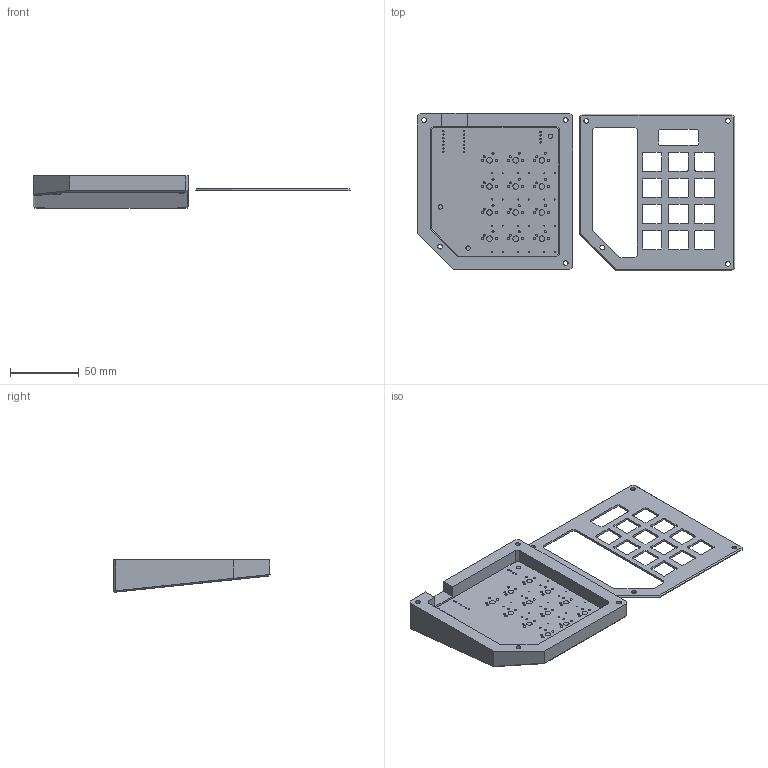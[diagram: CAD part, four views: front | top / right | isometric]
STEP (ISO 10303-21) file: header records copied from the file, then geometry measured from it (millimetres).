
FILE_DESCRIPTION(/* description */ (''),/* implementation_level */ '2;1');
FILE_NAME(/* name */ 'RatPad_All_Parts.step',/* time_stamp */ '2025-12-30T12:26:40-07:00',/* author */ (''),/* organization */ (''),/* preprocessor_version */ 'ST-DEVELOPER v20.1',/* originating_system */ 'Autodesk Translation Framework v14.21.0.0',/* authorisation */ '');
FILE_SCHEMA (('AUTOMOTIVE_DESIGN { 1 0 10303 214 3 1 1 }'));
Length unit declared in the file: millimetre
Products named in the file (5): RatPad; RadPad; RatPad 1; RatPad_PCB; RatPad Top
Assembly tree (4 placements, depth 3):
  RatPad
    RadPad
    RatPad 1
      RatPad_PCB
    RatPad Top
Bounding box: 231.51 x 114.89 x 23.68 mm (x, y, z)
Volume: 157510.2 mm3; surface area: 70991.7 mm2
Topology: 3 solids, 3 shells, 291 faces, 835 edges, 554 vertices
Faces by surface type: cylinder 165, plane 126
Full cylindrical faces by diameter (mm): 0.8 x24, 0.889 x14, 1 x4, 1.5 x24, 1.7 x24, 3.2 x3, 3.4 x8, 4 x12, 6 x4
Entity records: 10311 total; most frequent: DIRECTION 1767, CARTESIAN_POINT 1690, ORIENTED_EDGE 1670, EDGE_CURVE 835, AXIS2_PLACEMENT_3D 631, VERTEX_POINT 554, EDGE_LOOP 549, LINE 505
